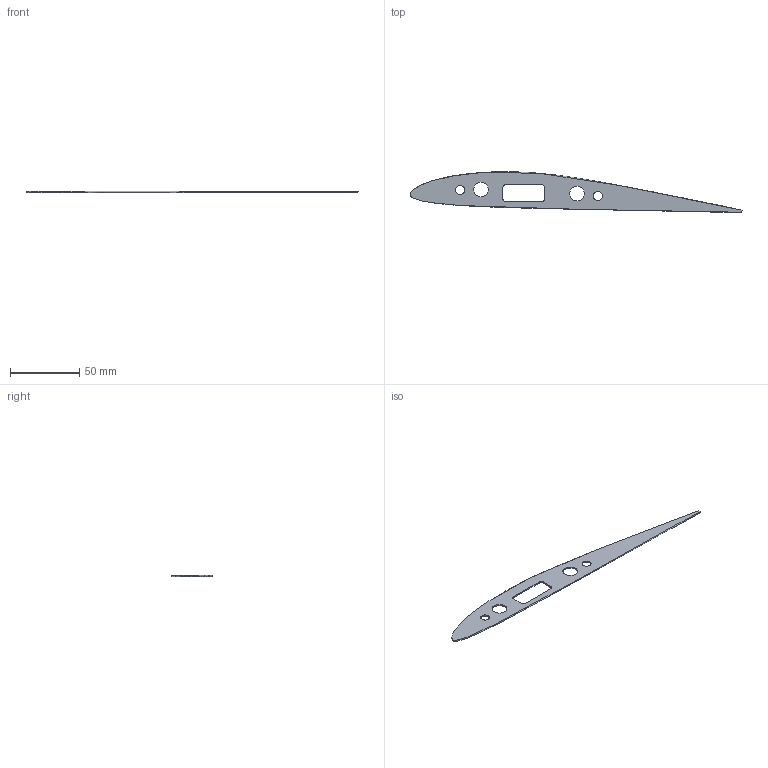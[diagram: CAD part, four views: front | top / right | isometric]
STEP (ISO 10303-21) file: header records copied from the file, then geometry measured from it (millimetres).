
FILE_DESCRIPTION (( 'STEP AP214' ), '1' );
FILE_NAME ('WING ROOT R.STEP', '2024-10-21T17:40:02', ( '' ), ( '' ), 'SwSTEP 2.0', 'SolidWorks 2023', '' );
FILE_SCHEMA (( 'AUTOMOTIVE_DESIGN' ));
Length unit declared in the file: millimetre
Products named in the file (1): WING ROOT R
Bounding box: 239.08 x 29.24 x 1 mm (x, y, z)
Volume: 3219.4 mm3; surface area: 7989.3 mm2
Topology: 1 solids, 1 shells, 20 faces, 54 edges, 36 vertices
Faces by surface type: cylinder 12, plane 7, bspline 1
Entity records: 1910 total; most frequent: CARTESIAN_POINT 1349, DIRECTION 113, ORIENTED_EDGE 108, EDGE_CURVE 54, AXIS2_PLACEMENT_3D 44, VERTEX_POINT 36, EDGE_LOOP 30, VECTOR 25
